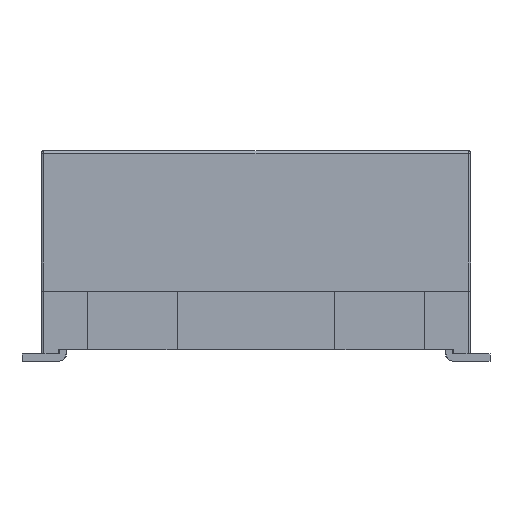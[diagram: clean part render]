
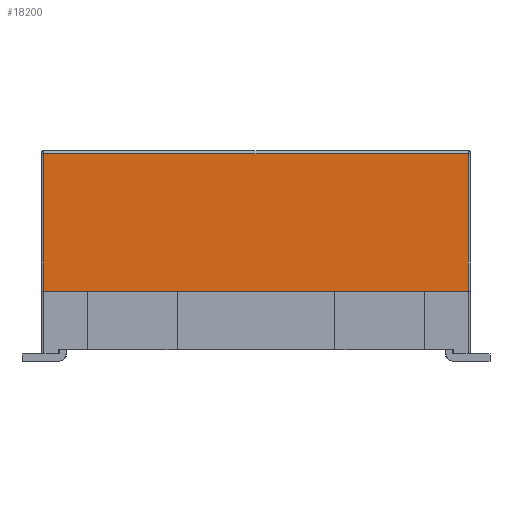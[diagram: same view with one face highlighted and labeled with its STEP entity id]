
A CAD part, left-side view. The second image highlights one B-rep face of the part: STEP entity #18200.
In plain terms, the highlighted planar face has unit normal (-1, 0, 0).
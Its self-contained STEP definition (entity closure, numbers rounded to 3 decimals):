
#4669=ORIENTED_EDGE('',*,*,#8024,.T.);
#4670=ORIENTED_EDGE('',*,*,#8025,.T.);
#4671=ORIENTED_EDGE('',*,*,#8026,.F.);
#4672=ORIENTED_EDGE('',*,*,#8027,.T.);
#8024=EDGE_CURVE('',#9985,#9986,#12017,.T.);
#8025=EDGE_CURVE('',#9986,#9987,#12018,.F.);
#8026=EDGE_CURVE('',#9988,#9987,#12019,.T.);
#8027=EDGE_CURVE('',#9988,#9985,#12020,.T.);
#9985=VERTEX_POINT('',#33613);
#9986=VERTEX_POINT('',#33614);
#9987=VERTEX_POINT('',#33616);
#9988=VERTEX_POINT('',#33618);
#12017=LINE('',#33612,#14115);
#12018=LINE('',#33615,#14116);
#12019=LINE('',#33617,#14117);
#12020=LINE('',#33619,#14118);
#14115=VECTOR('',#27647,1000.);
#14116=VECTOR('',#27648,1000.);
#14117=VECTOR('',#27649,1000.);
#14118=VECTOR('',#27650,1000.);
#15234=EDGE_LOOP('',(#4669,#4670,#4671,#4672));
#16340=FACE_BOUND('',#15234,.T.);
#17264=PLANE('',#23627);
#18200=ADVANCED_FACE('',(#16340),#17264,.T.);
#23627=AXIS2_PLACEMENT_3D('',#33611,#27645,#27646);
#27645=DIRECTION('',(-1.,0.,0.));
#27646=DIRECTION('',(0.,0.,1.));
#27647=DIRECTION('',(0.,1.,0.));
#27648=DIRECTION('',(0.,0.,1.));
#27649=DIRECTION('',(0.,1.,0.));
#27650=DIRECTION('',(0.,0.,1.));
#33611=CARTESIAN_POINT('',(-8.775,-7.35,2.15));
#33612=CARTESIAN_POINT('',(-8.775,-7.35,6.85));
#33613=CARTESIAN_POINT('',(-8.775,-7.25,6.85));
#33614=CARTESIAN_POINT('',(-8.775,7.25,6.85));
#33615=CARTESIAN_POINT('',(-8.775,7.25,2.15));
#33616=CARTESIAN_POINT('',(-8.775,7.25,2.15));
#33617=CARTESIAN_POINT('',(-8.775,-7.35,2.15));
#33618=CARTESIAN_POINT('',(-8.775,-7.25,2.15));
#33619=CARTESIAN_POINT('',(-8.775,-7.25,6.95));
